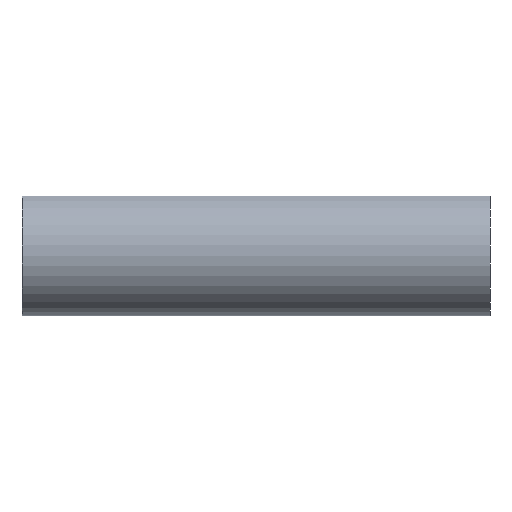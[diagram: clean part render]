
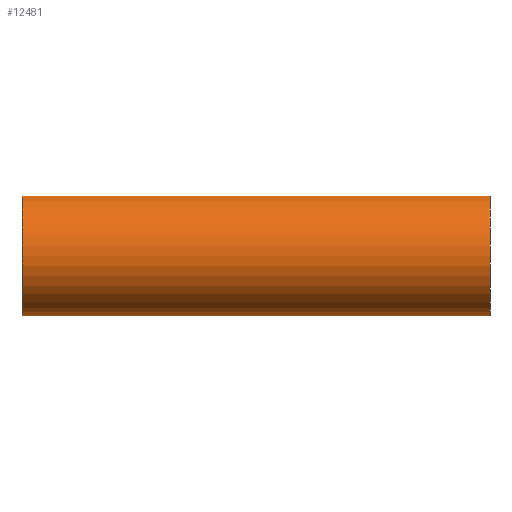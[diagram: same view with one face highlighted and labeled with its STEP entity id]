
A CAD part, left-side view. The second image highlights one B-rep face of the part: STEP entity #12481.
In plain terms, the highlighted cylindrical face has radius 20 mm (diameter 40 mm), a partial arc.
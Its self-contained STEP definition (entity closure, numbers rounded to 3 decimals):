
#15 = CYLINDRICAL_SURFACE ( 'NONE', #6988, 20. ) ;
#48 = DIRECTION ( 'NONE',  ( 0., 0., 1. ) ) ;
#807 = FACE_OUTER_BOUND ( 'NONE', #10224, .T. ) ;
#968 = CIRCLE ( 'NONE', #3757, 20. ) ;
#1134 = CARTESIAN_POINT ( 'NONE',  ( 0., 150., 0. ) ) ;
#1322 = VERTEX_POINT ( 'NONE', #5779 ) ;
#1451 = VERTEX_POINT ( 'NONE', #13178 ) ;
#1514 = EDGE_CURVE ( 'NONE', #1322, #1451, #10815, .T. ) ;
#2018 = EDGE_CURVE ( 'NONE', #2871, #1322, #968, .T. ) ;
#2027 = VECTOR ( 'NONE', #11137, 1000. ) ;
#2479 = CARTESIAN_POINT ( 'NONE',  ( 0., 150., -20. ) ) ;
#2662 = LINE ( 'NONE', #10016, #2027 ) ;
#2871 = VERTEX_POINT ( 'NONE', #2479 ) ;
#3072 = DIRECTION ( 'NONE',  ( 0., 0., 1. ) ) ;
#3757 = AXIS2_PLACEMENT_3D ( 'NONE', #1134, #12498, #3072 ) ;
#4345 = CIRCLE ( 'NONE', #11999, 20. ) ;
#5170 = ORIENTED_EDGE ( 'NONE', *, *, #1514, .F. ) ;
#5779 = CARTESIAN_POINT ( 'NONE',  ( -8., 150., 18.33 ) ) ;
#5907 = ORIENTED_EDGE ( 'NONE', *, *, #2018, .F. ) ;
#6202 = DIRECTION ( 'NONE',  ( 0., 1., 0. ) ) ;
#6988 = AXIS2_PLACEMENT_3D ( 'NONE', #8127, #12309, #8208 ) ;
#7004 = ORIENTED_EDGE ( 'NONE', *, *, #9671, .T. ) ;
#8127 = CARTESIAN_POINT ( 'NONE',  ( 0., 150., 0. ) ) ;
#8208 = DIRECTION ( 'NONE',  ( 0., 0., -1. ) ) ;
#9254 = CARTESIAN_POINT ( 'NONE',  ( 0., 0., 0. ) ) ;
#9671 = EDGE_CURVE ( 'NONE', #2871, #10625, #2662, .T. ) ;
#10016 = CARTESIAN_POINT ( 'NONE',  ( 0., 150., -20. ) ) ;
#10058 = CARTESIAN_POINT ( 'NONE',  ( -8., 150., 18.33 ) ) ;
#10224 = EDGE_LOOP ( 'NONE', ( #5907, #7004, #11024, #5170 ) ) ;
#10625 = VERTEX_POINT ( 'NONE', #11634 ) ;
#10815 = LINE ( 'NONE', #10058, #11292 ) ;
#11024 = ORIENTED_EDGE ( 'NONE', *, *, #13377, .T. ) ;
#11137 = DIRECTION ( 'NONE',  ( 0., -1., 0. ) ) ;
#11292 = VECTOR ( 'NONE', #12118, 1000. ) ;
#11634 = CARTESIAN_POINT ( 'NONE',  ( 0., 0., -20. ) ) ;
#11999 = AXIS2_PLACEMENT_3D ( 'NONE', #9254, #6202, #48 ) ;
#12118 = DIRECTION ( 'NONE',  ( 0., -1., 0. ) ) ;
#12309 = DIRECTION ( 'NONE',  ( 0., -1., 0. ) ) ;
#12481 = ADVANCED_FACE ( 'NONE', ( #807 ), #15, .T. ) ;
#12498 = DIRECTION ( 'NONE',  ( 0., 1., 0. ) ) ;
#13178 = CARTESIAN_POINT ( 'NONE',  ( -8., 0., 18.33 ) ) ;
#13377 = EDGE_CURVE ( 'NONE', #10625, #1451, #4345, .T. ) ;
